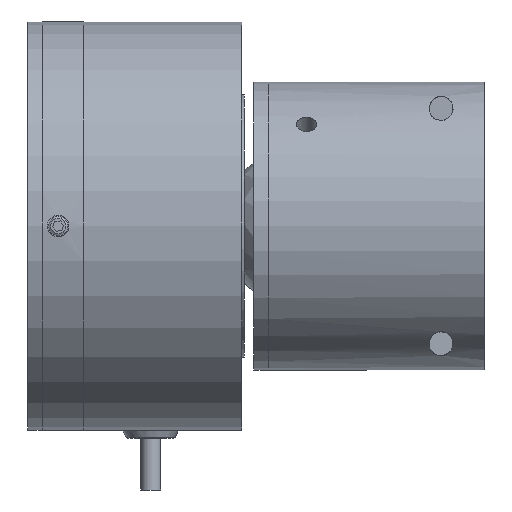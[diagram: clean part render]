
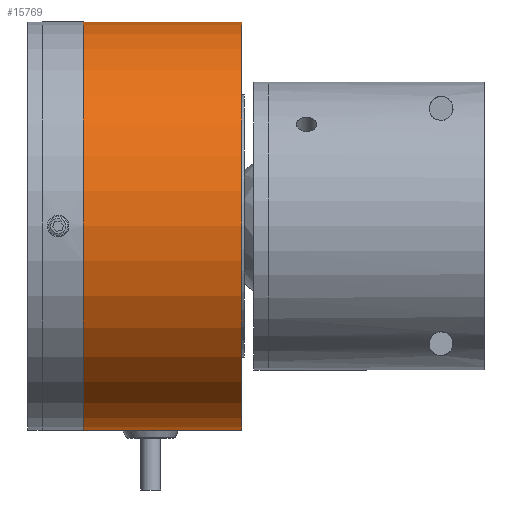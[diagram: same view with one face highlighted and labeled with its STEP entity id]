
A CAD part, front view. The second image highlights one B-rep face of the part: STEP entity #15769.
In plain terms, the highlighted cylindrical face has radius 42.5 mm (diameter 85 mm), a full revolution.
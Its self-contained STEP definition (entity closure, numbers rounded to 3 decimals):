
#481 = DIRECTION ( 'NONE',  ( -1., 0., 0. ) ) ;
#868 = CARTESIAN_POINT ( 'NONE',  ( 32.5, 41.5, 9.165 ) ) ;
#1209 = CARTESIAN_POINT ( 'NONE',  ( 32.5, 41.5, -9.165 ) ) ;
#1226 = DIRECTION ( 'NONE',  ( -1., 0., 0. ) ) ;
#1703 = CIRCLE ( 'NONE', #15215, 42.5 ) ;
#1775 = EDGE_CURVE ( 'NONE', #17326, #17326, #8914, .T. ) ;
#1879 = VERTEX_POINT ( 'NONE', #16162 ) ;
#2276 = CARTESIAN_POINT ( 'NONE',  ( 12.5, 41.5, 9.165 ) ) ;
#2783 = CYLINDRICAL_SURFACE ( 'NONE', #12957, 42.5 ) ;
#2878 = VERTEX_POINT ( 'NONE', #5310 ) ;
#3976 = EDGE_CURVE ( 'NONE', #1879, #1879, #1703, .T. ) ;
#4126 = CARTESIAN_POINT ( 'NONE',  ( 8.5, 0., 0. ) ) ;
#4904 = ORIENTED_EDGE ( 'NONE', *, *, #3976, .F. ) ;
#4939 = LINE ( 'NONE', #14665, #15010 ) ;
#5310 = CARTESIAN_POINT ( 'NONE',  ( 12.5, 41.5, -9.165 ) ) ;
#5804 = CARTESIAN_POINT ( 'NONE',  ( 41.5, 0., 42.5 ) ) ;
#6348 = DIRECTION ( 'NONE',  ( -1., 0., 0. ) ) ;
#7039 = VERTEX_POINT ( 'NONE', #1209 ) ;
#7189 = DIRECTION ( 'NONE',  ( 0., 0., 1. ) ) ;
#7210 = CIRCLE ( 'NONE', #14627, 42.5 ) ;
#7624 = ORIENTED_EDGE ( 'NONE', *, *, #13653, .T. ) ;
#7657 = ORIENTED_EDGE ( 'NONE', *, *, #1775, .T. ) ;
#7668 = DIRECTION ( 'NONE',  ( 0., 0., 1. ) ) ;
#8581 = EDGE_CURVE ( 'NONE', #2878, #7039, #15754, .T. ) ;
#8672 = CARTESIAN_POINT ( 'NONE',  ( 32.5, 0., 0. ) ) ;
#8914 = CIRCLE ( 'NONE', #15320, 42.5 ) ;
#9263 = CARTESIAN_POINT ( 'NONE',  ( 8.5, 0., 0. ) ) ;
#9483 = FACE_BOUND ( 'NONE', #10658, .T. ) ;
#9863 = ORIENTED_EDGE ( 'NONE', *, *, #12517, .T. ) ;
#10658 = EDGE_LOOP ( 'NONE', ( #7624, #17060, #9863, #15760 ) ) ;
#11254 = VERTEX_POINT ( 'NONE', #2276 ) ;
#12489 = CARTESIAN_POINT ( 'NONE',  ( 8.5, 41.5, -9.165 ) ) ;
#12517 = EDGE_CURVE ( 'NONE', #11254, #2878, #7210, .T. ) ;
#12793 = DIRECTION ( 'NONE',  ( 0., 0., 1. ) ) ;
#12957 = AXIS2_PLACEMENT_3D ( 'NONE', #9263, #1226, #7668 ) ;
#13653 = EDGE_CURVE ( 'NONE', #7039, #18368, #13658, .T. ) ;
#13658 = CIRCLE ( 'NONE', #18056, 42.5 ) ;
#13737 = DIRECTION ( 'NONE',  ( 0., 0., -1. ) ) ;
#14219 = EDGE_LOOP ( 'NONE', ( #7657 ) ) ;
#14627 = AXIS2_PLACEMENT_3D ( 'NONE', #19826, #481, #16434 ) ;
#14665 = CARTESIAN_POINT ( 'NONE',  ( 8.5, 41.5, 9.165 ) ) ;
#15010 = VECTOR ( 'NONE', #19153, 1000. ) ;
#15215 = AXIS2_PLACEMENT_3D ( 'NONE', #4126, #6348, #12793 ) ;
#15320 = AXIS2_PLACEMENT_3D ( 'NONE', #17030, #15542, #7189 ) ;
#15430 = DIRECTION ( 'NONE',  ( 1., 0., 0. ) ) ;
#15542 = DIRECTION ( 'NONE',  ( -1., 0., 0. ) ) ;
#15754 = LINE ( 'NONE', #12489, #18597 ) ;
#15760 = ORIENTED_EDGE ( 'NONE', *, *, #8581, .T. ) ;
#15769 = ADVANCED_FACE ( 'NONE', ( #9483, #20562, #17285 ), #2783, .T. ) ;
#16162 = CARTESIAN_POINT ( 'NONE',  ( 8.5, 0., 42.5 ) ) ;
#16434 = DIRECTION ( 'NONE',  ( 0., -1., 0. ) ) ;
#17030 = CARTESIAN_POINT ( 'NONE',  ( 41.5, 0., 0. ) ) ;
#17060 = ORIENTED_EDGE ( 'NONE', *, *, #17639, .T. ) ;
#17285 = FACE_OUTER_BOUND ( 'NONE', #14219, .T. ) ;
#17326 = VERTEX_POINT ( 'NONE', #5804 ) ;
#17639 = EDGE_CURVE ( 'NONE', #18368, #11254, #4939, .T. ) ;
#18056 = AXIS2_PLACEMENT_3D ( 'NONE', #8672, #15430, #13737 ) ;
#18368 = VERTEX_POINT ( 'NONE', #868 ) ;
#18587 = EDGE_LOOP ( 'NONE', ( #4904 ) ) ;
#18597 = VECTOR ( 'NONE', #20298, 1000. ) ;
#19153 = DIRECTION ( 'NONE',  ( -1., 0., 0. ) ) ;
#19826 = CARTESIAN_POINT ( 'NONE',  ( 12.5, 0., 0. ) ) ;
#20298 = DIRECTION ( 'NONE',  ( 1., 0., 0. ) ) ;
#20562 = FACE_OUTER_BOUND ( 'NONE', #18587, .T. ) ;
